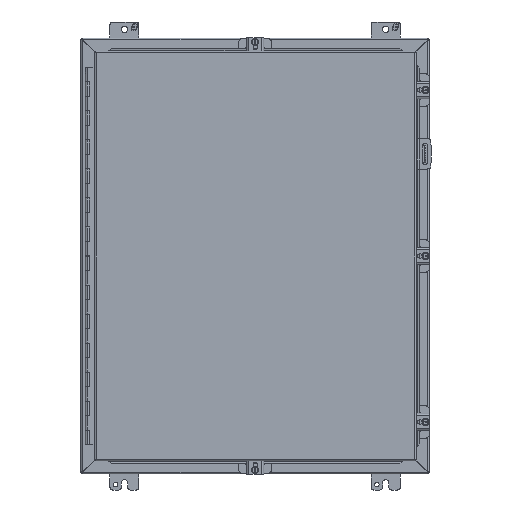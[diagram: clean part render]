
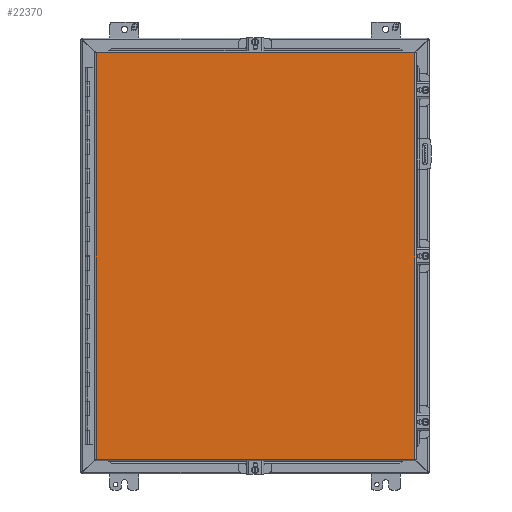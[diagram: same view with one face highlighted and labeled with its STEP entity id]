
A CAD part, front view. The second image highlights one B-rep face of the part: STEP entity #22370.
In plain terms, the highlighted planar face has unit normal (0, -1, 0).
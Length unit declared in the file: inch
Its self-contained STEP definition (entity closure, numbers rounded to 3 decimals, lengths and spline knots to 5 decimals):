
#1825 = AXIS2_PLACEMENT_3D ( 'NONE', #51524, #19543, #47066 ) ;
#3167 = VERTEX_POINT ( 'NONE', #48701 ) ;
#3230 = VECTOR ( 'NONE', #15051, 39.37008 ) ;
#7735 = PLANE ( 'NONE',  #1825 ) ;
#9637 = CARTESIAN_POINT ( 'NONE',  ( -10.954, -7.21, -13.9945 ) ) ;
#11143 = FACE_OUTER_BOUND ( 'NONE', #36583, .T. ) ;
#11381 = ORIENTED_EDGE ( 'NONE', *, *, #45909, .F. ) ;
#13034 = EDGE_CURVE ( 'NONE', #3167, #19760, #50208, .T. ) ;
#13589 = VECTOR ( 'NONE', #25637, 39.37008 ) ;
#15051 = DIRECTION ( 'NONE',  ( -1., 0., 0. ) ) ;
#15651 = ORIENTED_EDGE ( 'NONE', *, *, #29442, .F. ) ;
#17247 = DIRECTION ( 'NONE',  ( 1., 0., 0. ) ) ;
#19543 = DIRECTION ( 'NONE',  ( 0., -1., 0. ) ) ;
#19760 = VERTEX_POINT ( 'NONE', #41608 ) ;
#20918 = EDGE_CURVE ( 'NONE', #51473, #32877, #33488, .T. ) ;
#21174 = LINE ( 'NONE', #37137, #48448 ) ;
#22370 = ADVANCED_FACE ( 'NONE', ( #11143 ), #7735, .T. ) ;
#25637 = DIRECTION ( 'NONE',  ( 0., 0., 1. ) ) ;
#26812 = CARTESIAN_POINT ( 'NONE',  ( 11.018, -7.21, -13.9945 ) ) ;
#27112 = ORIENTED_EDGE ( 'NONE', *, *, #13034, .F. ) ;
#28034 = VECTOR ( 'NONE', #42298, 39.37008 ) ;
#29442 = EDGE_CURVE ( 'NONE', #19760, #51473, #47021, .T. ) ;
#29620 = CARTESIAN_POINT ( 'NONE',  ( -10.954, -7.21, 13.9945 ) ) ;
#30494 = CARTESIAN_POINT ( 'NONE',  ( 11.018, -7.21, 13.9945 ) ) ;
#31911 = ORIENTED_EDGE ( 'NONE', *, *, #20918, .F. ) ;
#32653 = CARTESIAN_POINT ( 'NONE',  ( -10.954, -7.21, -13.9945 ) ) ;
#32877 = VERTEX_POINT ( 'NONE', #29620 ) ;
#33488 = LINE ( 'NONE', #9637, #13589 ) ;
#36583 = EDGE_LOOP ( 'NONE', ( #27112, #11381, #31911, #15651 ) ) ;
#37137 = CARTESIAN_POINT ( 'NONE',  ( -10.954, -7.21, 13.9945 ) ) ;
#41608 = CARTESIAN_POINT ( 'NONE',  ( 11.018, -7.21, -13.9945 ) ) ;
#42298 = DIRECTION ( 'NONE',  ( 0., 0., -1. ) ) ;
#45909 = EDGE_CURVE ( 'NONE', #32877, #3167, #21174, .T. ) ;
#47021 = LINE ( 'NONE', #26812, #3230 ) ;
#47066 = DIRECTION ( 'NONE',  ( 0., 0., -1. ) ) ;
#48448 = VECTOR ( 'NONE', #17247, 39.37008 ) ;
#48701 = CARTESIAN_POINT ( 'NONE',  ( 11.018, -7.21, 13.9945 ) ) ;
#50208 = LINE ( 'NONE', #30494, #28034 ) ;
#51473 = VERTEX_POINT ( 'NONE', #32653 ) ;
#51524 = CARTESIAN_POINT ( 'NONE',  ( -10.954, -7.21, -13.9945 ) ) ;
